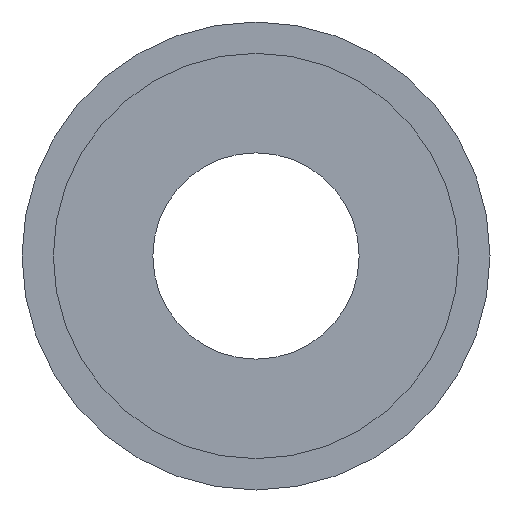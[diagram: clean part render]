
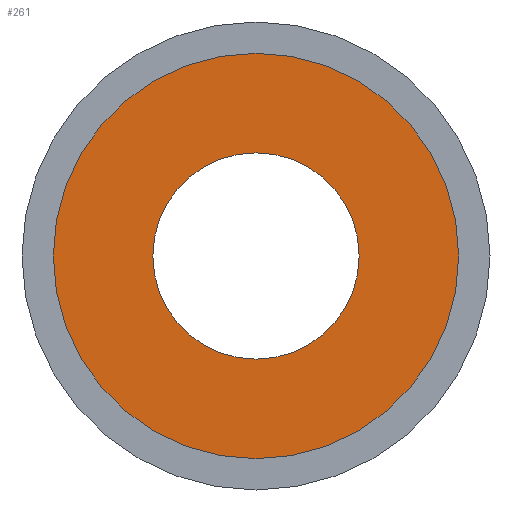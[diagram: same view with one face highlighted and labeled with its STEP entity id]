
A CAD part, front view. The second image highlights one B-rep face of the part: STEP entity #261.
In plain terms, the highlighted planar face has unit normal (0, -1, 0).
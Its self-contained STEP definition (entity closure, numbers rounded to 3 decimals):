
#13 = CIRCLE ( 'NONE', #319, 7. ) ;
#14 = EDGE_CURVE ( 'NONE', #45, #85, #335, .T. ) ;
#17 = DIRECTION ( 'NONE',  ( 0., 0., 1. ) ) ;
#22 = CARTESIAN_POINT ( 'NONE',  ( 14.35, 5.5, 0. ) ) ;
#27 = ORIENTED_EDGE ( 'NONE', *, *, #102, .T. ) ;
#33 = CARTESIAN_POINT ( 'NONE',  ( 0., 5.5, 0. ) ) ;
#44 = DIRECTION ( 'NONE',  ( 0., 1., 0. ) ) ;
#45 = VERTEX_POINT ( 'NONE', #292 ) ;
#48 = VERTEX_POINT ( 'NONE', #97 ) ;
#66 = AXIS2_PLACEMENT_3D ( 'NONE', #22, #44, #67 ) ;
#67 = DIRECTION ( 'NONE',  ( 0., 0., 1. ) ) ;
#68 = PLANE ( 'NONE',  #66 ) ;
#75 = CARTESIAN_POINT ( 'NONE',  ( 0., 5.5, -14.35 ) ) ;
#85 = VERTEX_POINT ( 'NONE', #75 ) ;
#97 = CARTESIAN_POINT ( 'NONE',  ( 0., 5.5, 7. ) ) ;
#98 = DIRECTION ( 'NONE',  ( 0., 1., 0. ) ) ;
#102 = EDGE_CURVE ( 'NONE', #169, #48, #326, .T. ) ;
#118 = ORIENTED_EDGE ( 'NONE', *, *, #179, .F. ) ;
#123 = ORIENTED_EDGE ( 'NONE', *, *, #14, .F. ) ;
#124 = FACE_OUTER_BOUND ( 'NONE', #277, .T. ) ;
#128 = CARTESIAN_POINT ( 'NONE',  ( 0., 5.5, -7. ) ) ;
#136 = EDGE_LOOP ( 'NONE', ( #212, #27 ) ) ;
#169 = VERTEX_POINT ( 'NONE', #128 ) ;
#179 = EDGE_CURVE ( 'NONE', #85, #45, #331, .T. ) ;
#197 = DIRECTION ( 'NONE',  ( 0., 1., 0. ) ) ;
#204 = DIRECTION ( 'NONE',  ( 0., 0., 1. ) ) ;
#212 = ORIENTED_EDGE ( 'NONE', *, *, #375, .T. ) ;
#215 = AXIS2_PLACEMENT_3D ( 'NONE', #384, #98, #204 ) ;
#220 = CARTESIAN_POINT ( 'NONE',  ( 0., 5.5, 0. ) ) ;
#236 = DIRECTION ( 'NONE',  ( 0., 0., 1. ) ) ;
#251 = AXIS2_PLACEMENT_3D ( 'NONE', #33, #317, #345 ) ;
#261 = ADVANCED_FACE ( 'NONE', ( #124, #279 ), #68, .F. ) ;
#277 = EDGE_LOOP ( 'NONE', ( #123, #118 ) ) ;
#279 = FACE_BOUND ( 'NONE', #136, .T. ) ;
#290 = AXIS2_PLACEMENT_3D ( 'NONE', #220, #306, #236 ) ;
#292 = CARTESIAN_POINT ( 'NONE',  ( 0., 5.5, 14.35 ) ) ;
#306 = DIRECTION ( 'NONE',  ( 0., 1., 0. ) ) ;
#317 = DIRECTION ( 'NONE',  ( 0., 1., 0. ) ) ;
#319 = AXIS2_PLACEMENT_3D ( 'NONE', #392, #197, #17 ) ;
#326 = CIRCLE ( 'NONE', #290, 7. ) ;
#331 = CIRCLE ( 'NONE', #215, 14.35 ) ;
#335 = CIRCLE ( 'NONE', #251, 14.35 ) ;
#345 = DIRECTION ( 'NONE',  ( 0., 0., 1. ) ) ;
#375 = EDGE_CURVE ( 'NONE', #48, #169, #13, .T. ) ;
#384 = CARTESIAN_POINT ( 'NONE',  ( 0., 5.5, 0. ) ) ;
#392 = CARTESIAN_POINT ( 'NONE',  ( 0., 5.5, 0. ) ) ;
